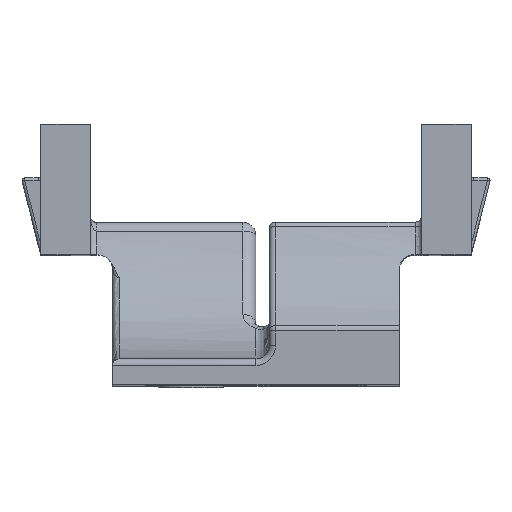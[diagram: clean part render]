
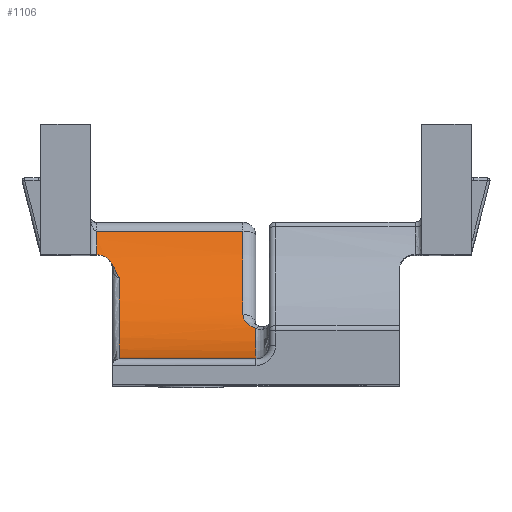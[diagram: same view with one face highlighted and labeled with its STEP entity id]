
A CAD part, top view. The second image highlights one B-rep face of the part: STEP entity #1106.
In plain terms, the highlighted cylindrical face has radius 14.5 mm (diameter 29 mm), a partial arc.
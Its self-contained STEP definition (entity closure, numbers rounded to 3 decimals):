
#158 = VECTOR ( 'NONE', #476, 1000. ) ;
#347 = EDGE_LOOP ( 'NONE', ( #15946, #14984, #11155, #16670, #429, #5717, #2303, #4730, #4380, #6370 ) ) ;
#429 = ORIENTED_EDGE ( 'NONE', *, *, #15933, .T. ) ;
#442 = AXIS2_PLACEMENT_3D ( 'NONE', #8079, #17560, #10792 ) ;
#454 = CARTESIAN_POINT ( 'NONE',  ( -10.5, -11.724, 4.558 ) ) ;
#476 = DIRECTION ( 'NONE',  ( 1., 0., 0. ) ) ;
#672 = CARTESIAN_POINT ( 'NONE',  ( -11.144, -10.497, 3.799 ) ) ;
#988 = CARTESIAN_POINT ( 'NONE',  ( -10.5, -3.5, 16.5 ) ) ;
#1106 = ADVANCED_FACE ( 'NONE', ( #12631 ), #1412, .F. ) ;
#1162 = CIRCLE ( 'NONE', #15176, 14.5 ) ;
#1412 = CYLINDRICAL_SURFACE ( 'NONE', #442, 14.5 ) ;
#1423 = EDGE_CURVE ( 'NONE', #17210, #1538, #15591, .T. ) ;
#1538 = VERTEX_POINT ( 'NONE', #6408 ) ;
#1645 = CARTESIAN_POINT ( 'NONE',  ( -0.537, -15.372, 8.173 ) ) ;
#1754 = CARTESIAN_POINT ( 'NONE',  ( -12.2, -3.5, 16.5 ) ) ;
#2030 = CARTESIAN_POINT ( 'NONE',  ( -10.88, -10.96, 4.065 ) ) ;
#2216 = CARTESIAN_POINT ( 'NONE',  ( -11.747, -10.058, 3.568 ) ) ;
#2303 = ORIENTED_EDGE ( 'NONE', *, *, #5745, .T. ) ;
#2349 = DIRECTION ( 'NONE',  ( 0., 1., 0. ) ) ;
#2428 = CARTESIAN_POINT ( 'NONE',  ( 9.935, -18., 16.5 ) ) ;
#3030 = CARTESIAN_POINT ( 'NONE',  ( -0.818, -15.108, 7.809 ) ) ;
#3063 = EDGE_CURVE ( 'NONE', #14363, #6993, #6913, .T. ) ;
#3148 = DIRECTION ( 'NONE',  ( 0., 0., 1. ) ) ;
#3422 = CARTESIAN_POINT ( 'NONE',  ( -10.675, -11.431, 4.36 ) ) ;
#3425 = CARTESIAN_POINT ( 'NONE',  ( -12.2, -8.177, 2.775 ) ) ;
#4040 = CARTESIAN_POINT ( 'NONE',  ( -11.747, -10.058, 3.568 ) ) ;
#4138 = VERTEX_POINT ( 'NONE', #17254 ) ;
#4217 = CARTESIAN_POINT ( 'NONE',  ( -12.1, -10., 3.539 ) ) ;
#4380 = ORIENTED_EDGE ( 'NONE', *, *, #8218, .T. ) ;
#4390 = CARTESIAN_POINT ( 'NONE',  ( -0.977, -14.798, 7.409 ) ) ;
#4730 = ORIENTED_EDGE ( 'NONE', *, *, #6772, .F. ) ;
#4760 = CARTESIAN_POINT ( 'NONE',  ( -10.5, -11.724, 4.558 ) ) ;
#4951 = DIRECTION ( 'NONE',  ( 1., 0., 0. ) ) ;
#5133 = CARTESIAN_POINT ( 'NONE',  ( -1., -14.573, 7.138 ) ) ;
#5672 = CARTESIAN_POINT ( 'NONE',  ( -0.153, -15.575, 8.472 ) ) ;
#5717 = ORIENTED_EDGE ( 'NONE', *, *, #3063, .T. ) ;
#5722 = CARTESIAN_POINT ( 'NONE',  ( -1., -14.573, 7.138 ) ) ;
#5745 = EDGE_CURVE ( 'NONE', #6993, #8872, #16066, .T. ) ;
#6052 = CARTESIAN_POINT ( 'NONE',  ( -1., -3.5, 16.5 ) ) ;
#6370 = ORIENTED_EDGE ( 'NONE', *, *, #11988, .T. ) ;
#6408 = CARTESIAN_POINT ( 'NONE',  ( -1., -8.177, 2.775 ) ) ;
#6457 = EDGE_CURVE ( 'NONE', #4138, #14466, #7349, .T. ) ;
#6772 = EDGE_CURVE ( 'NONE', #17268, #8872, #16680, .T. ) ;
#6913 = B_SPLINE_CURVE_WITH_KNOTS ( 'NONE', 3,
 ( #15518, #14156, #9894, #16895, #8762, #672, #10136, #2030, #11479, #3422, #12857, #4760 ),
 .UNSPECIFIED., .F., .F.,
 ( 4, 2, 2, 2, 2, 4 ),
 ( 0., 0., 0.001, 0.001, 0.002, 0.002 ),
 .UNSPECIFIED. ) ;
#6993 = VERTEX_POINT ( 'NONE', #454 ) ;
#7268 = LINE ( 'NONE', #11354, #14050 ) ;
#7349 = LINE ( 'NONE', #16715, #158 ) ;
#7410 = DIRECTION ( 'NONE',  ( 0., 0., -1. ) ) ;
#7602 = CARTESIAN_POINT ( 'NONE',  ( -12.1, -10., 3.539 ) ) ;
#7702 = AXIS2_PLACEMENT_3D ( 'NONE', #6052, #15523, #7410 ) ;
#7753 = VERTEX_POINT ( 'NONE', #9072 ) ;
#8079 = CARTESIAN_POINT ( 'NONE',  ( 43.012, -3.5, 16.5 ) ) ;
#8114 = VERTEX_POINT ( 'NONE', #3425 ) ;
#8218 = EDGE_CURVE ( 'NONE', #17268, #7753, #1162, .T. ) ;
#8516 = EDGE_CURVE ( 'NONE', #1538, #8114, #7268, .T. ) ;
#8762 = CARTESIAN_POINT ( 'NONE',  ( -11.336, -10.299, 3.693 ) ) ;
#8872 = VERTEX_POINT ( 'NONE', #14846 ) ;
#8949 = CARTESIAN_POINT ( 'NONE',  ( -11.979, -10., 3.539 ) ) ;
#9072 = CARTESIAN_POINT ( 'NONE',  ( 0., -15.626, 8.549 ) ) ;
#9126 = AXIS2_PLACEMENT_3D ( 'NONE', #988, #10435, #2349 ) ;
#9203 = DIRECTION ( 'NONE',  ( -1., 0., 0. ) ) ;
#9735 = CARTESIAN_POINT ( 'NONE',  ( -0.291, -15.515, 8.382 ) ) ;
#9894 = CARTESIAN_POINT ( 'NONE',  ( -11.567, -10.133, 3.606 ) ) ;
#10136 = CARTESIAN_POINT ( 'NONE',  ( -11.045, -10.65, 3.884 ) ) ;
#10325 = CARTESIAN_POINT ( 'NONE',  ( -11.86, -10.02, 3.548 ) ) ;
#10435 = DIRECTION ( 'NONE',  ( -1., 0., 0. ) ) ;
#10792 = DIRECTION ( 'NONE',  ( 0., -1., 0. ) ) ;
#11095 = EDGE_CURVE ( 'NONE', #8114, #4138, #14108, .T. ) ;
#11102 = CARTESIAN_POINT ( 'NONE',  ( -0.645, -15.289, 8.056 ) ) ;
#11155 = ORIENTED_EDGE ( 'NONE', *, *, #11095, .T. ) ;
#11218 = DIRECTION ( 'NONE',  ( -1., 0., 0. ) ) ;
#11354 = CARTESIAN_POINT ( 'NONE',  ( 43.012, -8.177, 2.775 ) ) ;
#11479 = CARTESIAN_POINT ( 'NONE',  ( -10.812, -11.118, 4.161 ) ) ;
#11970 = CARTESIAN_POINT ( 'NONE',  ( 0., -18., 16.5 ) ) ;
#11988 = EDGE_CURVE ( 'NONE', #7753, #17210, #16246, .T. ) ;
#12476 = CARTESIAN_POINT ( 'NONE',  ( -0.886, -15.007, 7.676 ) ) ;
#12631 = FACE_OUTER_BOUND ( 'NONE', #347, .T. ) ;
#12719 = DIRECTION ( 'NONE',  ( -1., 0., 0. ) ) ;
#12857 = CARTESIAN_POINT ( 'NONE',  ( -10.607, -11.587, 4.464 ) ) ;
#13042 = CARTESIAN_POINT ( 'NONE',  ( 0., -3.5, 16.5 ) ) ;
#13075 = VECTOR ( 'NONE', #9203, 1000. ) ;
#13309 = AXIS2_PLACEMENT_3D ( 'NONE', #1754, #11218, #3148 ) ;
#13778 = CARTESIAN_POINT ( 'NONE',  ( 0., -15.626, 8.549 ) ) ;
#13827 = CARTESIAN_POINT ( 'NONE',  ( -1., -14.688, 7.274 ) ) ;
#14050 = VECTOR ( 'NONE', #12719, 1000. ) ;
#14108 = CIRCLE ( 'NONE', #13309, 14.5 ) ;
#14156 = CARTESIAN_POINT ( 'NONE',  ( -11.653, -10.09, 3.584 ) ) ;
#14363 = VERTEX_POINT ( 'NONE', #4040 ) ;
#14404 = DIRECTION ( 'NONE',  ( 0., 0., -1. ) ) ;
#14466 = VERTEX_POINT ( 'NONE', #4217 ) ;
#14846 = CARTESIAN_POINT ( 'NONE',  ( -10.5, -18., 16.5 ) ) ;
#14984 = ORIENTED_EDGE ( 'NONE', *, *, #8516, .T. ) ;
#15176 = AXIS2_PLACEMENT_3D ( 'NONE', #13042, #4951, #14404 ) ;
#15518 = CARTESIAN_POINT ( 'NONE',  ( -11.747, -10.058, 3.568 ) ) ;
#15523 = DIRECTION ( 'NONE',  ( 1., 0., 0. ) ) ;
#15591 = CIRCLE ( 'NONE', #7702, 14.5 ) ;
#15933 = EDGE_CURVE ( 'NONE', #14466, #14363, #17492, .T. ) ;
#15946 = ORIENTED_EDGE ( 'NONE', *, *, #1423, .T. ) ;
#16066 = CIRCLE ( 'NONE', #9126, 14.5 ) ;
#16246 = B_SPLINE_CURVE_WITH_KNOTS ( 'NONE', 3,
 ( #13778, #5672, #9735, #1645, #11102, #3030, #12476, #4390, #13827, #5722 ),
 .UNSPECIFIED., .F., .F.,
 ( 4, 2, 2, 2, 4 ),
 ( 0., 0.001, 0.001, 0.002, 0.002 ),
 .UNSPECIFIED. ) ;
#16670 = ORIENTED_EDGE ( 'NONE', *, *, #6457, .T. ) ;
#16680 = LINE ( 'NONE', #2428, #13075 ) ;
#16715 = CARTESIAN_POINT ( 'NONE',  ( -35.276, -10., 3.539 ) ) ;
#16895 = CARTESIAN_POINT ( 'NONE',  ( -11.408, -10.237, 3.66 ) ) ;
#17210 = VERTEX_POINT ( 'NONE', #5133 ) ;
#17254 = CARTESIAN_POINT ( 'NONE',  ( -12.2, -10., 3.539 ) ) ;
#17268 = VERTEX_POINT ( 'NONE', #11970 ) ;
#17492 = B_SPLINE_CURVE_WITH_KNOTS ( 'NONE', 3,
 ( #7602, #8949, #10325, #2216 ),
 .UNSPECIFIED., .F., .F.,
 ( 4, 4 ),
 ( 0.003, 0.004 ),
 .UNSPECIFIED. ) ;
#17560 = DIRECTION ( 'NONE',  ( -1., 0., 0. ) ) ;
